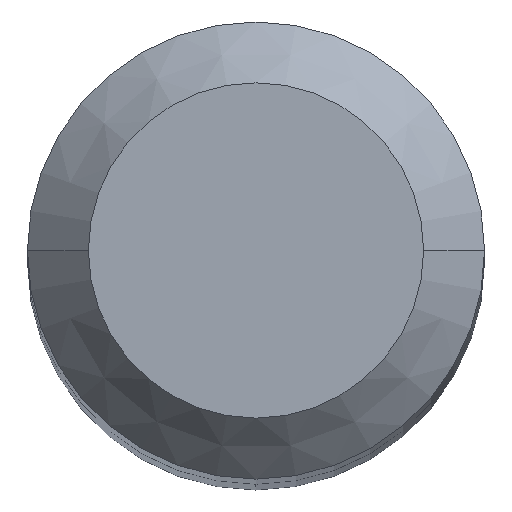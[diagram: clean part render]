
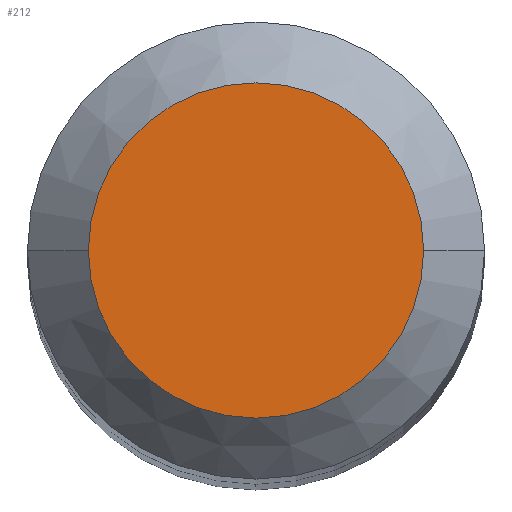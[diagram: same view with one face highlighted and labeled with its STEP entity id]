
A CAD part, top view. The second image highlights one B-rep face of the part: STEP entity #212.
In plain terms, the highlighted planar face has unit normal (0, 0, 1).
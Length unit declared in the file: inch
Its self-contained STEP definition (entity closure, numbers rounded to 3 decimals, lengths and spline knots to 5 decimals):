
#1 = DIRECTION ( 'NONE',  ( 1., 0., 0. ) ) ;
#11 = ORIENTED_EDGE ( 'NONE', *, *, #274, .T. ) ;
#13 = DIRECTION ( 'NONE',  ( -1., 0., 0. ) ) ;
#28 = EDGE_CURVE ( 'NONE', #206, #384, #385, .T. ) ;
#40 = CARTESIAN_POINT ( 'NONE',  ( 0., 0., 0. ) ) ;
#45 = EDGE_LOOP ( 'NONE', ( #191, #11 ) ) ;
#52 = AXIS2_PLACEMENT_3D ( 'NONE', #94, #309, #1 ) ;
#71 = DIRECTION ( 'NONE',  ( 0., 0., 1. ) ) ;
#76 = CARTESIAN_POINT ( 'NONE',  ( 0.08595, 0., 0. ) ) ;
#94 = CARTESIAN_POINT ( 'NONE',  ( 0., 0., 0. ) ) ;
#99 = CARTESIAN_POINT ( 'NONE',  ( -0.08595, 0., 0. ) ) ;
#167 = PLANE ( 'NONE',  #195 ) ;
#191 = ORIENTED_EDGE ( 'NONE', *, *, #28, .T. ) ;
#195 = AXIS2_PLACEMENT_3D ( 'NONE', #40, #288, #13 ) ;
#198 = FACE_OUTER_BOUND ( 'NONE', #45, .T. ) ;
#206 = VERTEX_POINT ( 'NONE', #99 ) ;
#212 = ADVANCED_FACE ( 'NONE', ( #198 ), #167, .F. ) ;
#250 = CIRCLE ( 'NONE', #295, 0.08595 ) ;
#258 = DIRECTION ( 'NONE',  ( 1., 0., 0. ) ) ;
#274 = EDGE_CURVE ( 'NONE', #384, #206, #250, .T. ) ;
#288 = DIRECTION ( 'NONE',  ( 0., 0., -1. ) ) ;
#295 = AXIS2_PLACEMENT_3D ( 'NONE', #348, #71, #258 ) ;
#309 = DIRECTION ( 'NONE',  ( 0., 0., 1. ) ) ;
#348 = CARTESIAN_POINT ( 'NONE',  ( 0., 0., 0. ) ) ;
#384 = VERTEX_POINT ( 'NONE', #76 ) ;
#385 = CIRCLE ( 'NONE', #52, 0.08595 ) ;
